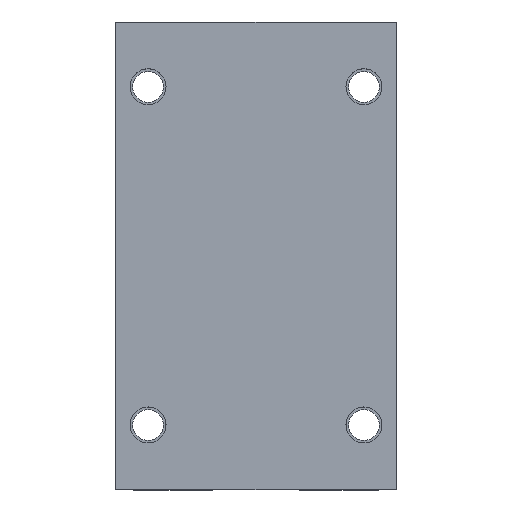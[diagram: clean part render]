
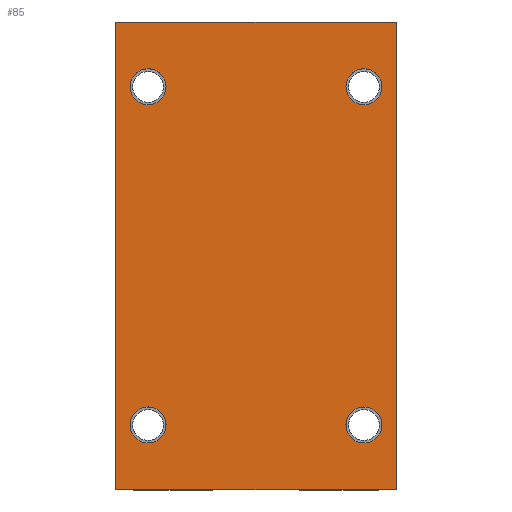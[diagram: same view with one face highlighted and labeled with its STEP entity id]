
A CAD part, top view. The second image highlights one B-rep face of the part: STEP entity #85.
In plain terms, the highlighted planar face has unit normal (0, 0, 1).
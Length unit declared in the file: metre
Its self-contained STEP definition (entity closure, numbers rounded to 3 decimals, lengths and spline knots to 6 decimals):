
#85 = ADVANCED_FACE( '', ( #214, #215, #216, #217, #218 ), #219, .T. );
#214 = FACE_BOUND( '', #415, .T. );
#215 = FACE_BOUND( '', #416, .T. );
#216 = FACE_OUTER_BOUND( '', #417, .T. );
#217 = FACE_BOUND( '', #418, .T. );
#218 = FACE_BOUND( '', #419, .T. );
#219 = PLANE( '', #420 );
#415 = EDGE_LOOP( '', ( #635 ) );
#416 = EDGE_LOOP( '', ( #636 ) );
#417 = EDGE_LOOP( '', ( #637, #638, #639, #640 ) );
#418 = EDGE_LOOP( '', ( #641 ) );
#419 = EDGE_LOOP( '', ( #642 ) );
#420 = AXIS2_PLACEMENT_3D( '', #643, #644, #645 );
#635 = ORIENTED_EDGE( '', *, *, #1071, .T. );
#636 = ORIENTED_EDGE( '', *, *, #1069, .T. );
#637 = ORIENTED_EDGE( '', *, *, #1072, .F. );
#638 = ORIENTED_EDGE( '', *, *, #1073, .F. );
#639 = ORIENTED_EDGE( '', *, *, #1074, .T. );
#640 = ORIENTED_EDGE( '', *, *, #1075, .T. );
#641 = ORIENTED_EDGE( '', *, *, #1076, .T. );
#642 = ORIENTED_EDGE( '', *, *, #1077, .T. );
#643 = CARTESIAN_POINT( '', ( -0.039, -0.065, 0.03 ) );
#644 = DIRECTION( '', ( 0., 0., 1. ) );
#645 = DIRECTION( '', ( 1., 0., 0. ) );
#1069 = EDGE_CURVE( '', #1262, #1262, #1263, .T. );
#1071 = EDGE_CURVE( '', #1265, #1265, #1266, .T. );
#1072 = EDGE_CURVE( '', #1267, #1268, #1269, .T. );
#1073 = EDGE_CURVE( '', #1270, #1267, #1271, .T. );
#1074 = EDGE_CURVE( '', #1270, #1272, #1273, .T. );
#1075 = EDGE_CURVE( '', #1272, #1268, #1274, .T. );
#1076 = EDGE_CURVE( '', #1275, #1275, #1276, .T. );
#1077 = EDGE_CURVE( '', #1277, #1277, #1278, .T. );
#1262 = VERTEX_POINT( '', #1538 );
#1263 = CIRCLE( '', #1539, 0.005 );
#1265 = VERTEX_POINT( '', #1541 );
#1266 = CIRCLE( '', #1542, 0.005 );
#1267 = VERTEX_POINT( '', #1543 );
#1268 = VERTEX_POINT( '', #1544 );
#1269 = LINE( '', #1545, #1546 );
#1270 = VERTEX_POINT( '', #1547 );
#1271 = LINE( '', #1548, #1549 );
#1272 = VERTEX_POINT( '', #1550 );
#1273 = LINE( '', #1551, #1552 );
#1274 = LINE( '', #1553, #1554 );
#1275 = VERTEX_POINT( '', #1555 );
#1276 = CIRCLE( '', #1556, 0.005 );
#1277 = VERTEX_POINT( '', #1557 );
#1278 = CIRCLE( '', #1558, 0.005 );
#1538 = CARTESIAN_POINT( '', ( -0.03, 0.052, 0.03 ) );
#1539 = AXIS2_PLACEMENT_3D( '', #2011, #2012, #2013 );
#1541 = CARTESIAN_POINT( '', ( 0.03, -0.042, 0.03 ) );
#1542 = AXIS2_PLACEMENT_3D( '', #2014, #2015, #2016 );
#1543 = CARTESIAN_POINT( '', ( -0.039, 0.065, 0.03 ) );
#1544 = CARTESIAN_POINT( '', ( 0.039, 0.065, 0.03 ) );
#1545 = CARTESIAN_POINT( '', ( -0.039, 0.065, 0.03 ) );
#1546 = VECTOR( '', #2017, 1. );
#1547 = CARTESIAN_POINT( '', ( -0.039, -0.065, 0.03 ) );
#1548 = CARTESIAN_POINT( '', ( -0.039, -0.065, 0.03 ) );
#1549 = VECTOR( '', #2018, 1. );
#1550 = CARTESIAN_POINT( '', ( 0.039, -0.065, 0.03 ) );
#1551 = CARTESIAN_POINT( '', ( -0.039, -0.065, 0.03 ) );
#1552 = VECTOR( '', #2019, 1. );
#1553 = CARTESIAN_POINT( '', ( 0.039, -0.065, 0.03 ) );
#1554 = VECTOR( '', #2020, 1. );
#1555 = CARTESIAN_POINT( '', ( 0.03, 0.052, 0.03 ) );
#1556 = AXIS2_PLACEMENT_3D( '', #2021, #2022, #2023 );
#1557 = CARTESIAN_POINT( '', ( -0.03, -0.042, 0.03 ) );
#1558 = AXIS2_PLACEMENT_3D( '', #2024, #2025, #2026 );
#2011 = CARTESIAN_POINT( '', ( -0.03, 0.047, 0.03 ) );
#2012 = DIRECTION( '', ( 0., 0., -1. ) );
#2013 = DIRECTION( '', ( 0., 1., 0. ) );
#2014 = CARTESIAN_POINT( '', ( 0.03, -0.047, 0.03 ) );
#2015 = DIRECTION( '', ( 0., 0., -1. ) );
#2016 = DIRECTION( '', ( 0., 1., 0. ) );
#2017 = DIRECTION( '', ( 1., 0., 0. ) );
#2018 = DIRECTION( '', ( 0., 1., 0. ) );
#2019 = DIRECTION( '', ( 1., 0., 0. ) );
#2020 = DIRECTION( '', ( 0., 1., 0. ) );
#2021 = CARTESIAN_POINT( '', ( 0.03, 0.047, 0.03 ) );
#2022 = DIRECTION( '', ( 0., 0., -1. ) );
#2023 = DIRECTION( '', ( 0., 1., 0. ) );
#2024 = CARTESIAN_POINT( '', ( -0.03, -0.047, 0.03 ) );
#2025 = DIRECTION( '', ( 0., 0., -1. ) );
#2026 = DIRECTION( '', ( 0., 1., 0. ) );
